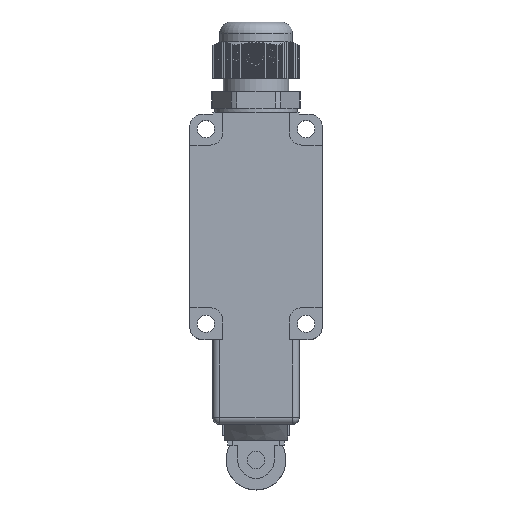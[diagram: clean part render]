
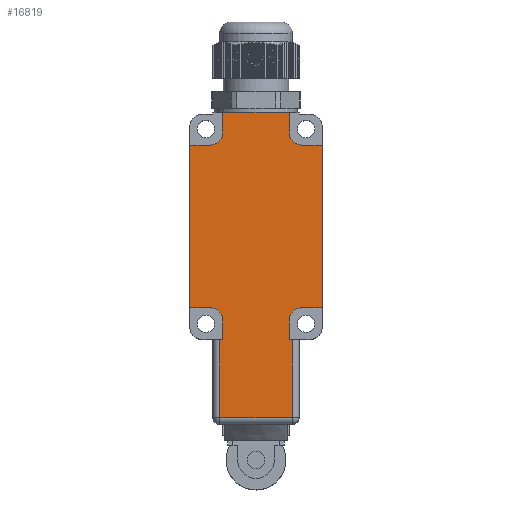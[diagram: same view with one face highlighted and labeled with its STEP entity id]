
A CAD part, top view. The second image highlights one B-rep face of the part: STEP entity #16819.
In plain terms, the highlighted face is planar.
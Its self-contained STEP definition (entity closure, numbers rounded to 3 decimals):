
#11697=DIRECTION('',(0.,0.,1.));
#11698=VECTOR('',#11697,23.5);
#11699=CARTESIAN_POINT('',(11.,0.,-57.5));
#11700=LINE('',#11699,#11698);
#11701=DIRECTION('',(-1.,0.,0.));
#11702=VECTOR('',#11701,22.);
#11703=CARTESIAN_POINT('',(11.,0.,-57.5));
#11704=LINE('',#11703,#11702);
#11705=DIRECTION('',(0.,0.,1.));
#11706=VECTOR('',#11705,23.5);
#11707=CARTESIAN_POINT('',(-11.,0.,-57.5));
#11708=LINE('',#11707,#11706);
#11709=DIRECTION('',(1.,0.,0.));
#11710=VECTOR('',#11709,1.);
#11711=CARTESIAN_POINT('',(-11.,0.,-34.));
#11712=LINE('',#11711,#11710);
#11713=DIRECTION('',(0.,0.,1.));
#11714=VECTOR('',#11713,5.65);
#11715=CARTESIAN_POINT('',(-10.,0.,-34.));
#11716=LINE('',#11715,#11714);
#11717=CARTESIAN_POINT('',(-14.,0.,-28.35));
#11718=DIRECTION('',(0.,-1.,0.));
#11719=DIRECTION('',(1.,0.,0.));
#11720=AXIS2_PLACEMENT_3D('',#11717,#11718,#11719);
#11722=DIRECTION('',(1.,0.,0.));
#11723=VECTOR('',#11722,6.);
#11724=CARTESIAN_POINT('',(-20.,0.,-24.35));
#11725=LINE('',#11724,#11723);
#11726=DIRECTION('',(0.,0.,1.));
#11727=VECTOR('',#11726,49.);
#11728=CARTESIAN_POINT('',(-20.,0.,-24.35));
#11729=LINE('',#11728,#11727);
#11730=DIRECTION('',(1.,0.,0.));
#11731=VECTOR('',#11730,6.);
#11732=CARTESIAN_POINT('',(-20.,0.,24.65));
#11733=LINE('',#11732,#11731);
#11734=CARTESIAN_POINT('',(-14.,0.,28.65));
#11735=DIRECTION('',(0.,-1.,0.));
#11736=DIRECTION('',(0.,0.,-1.));
#11737=AXIS2_PLACEMENT_3D('',#11734,#11735,#11736);
#11739=DIRECTION('',(0.,0.,-1.));
#11740=VECTOR('',#11739,5.85);
#11741=CARTESIAN_POINT('',(-10.,0.,34.5));
#11742=LINE('',#11741,#11740);
#11743=DIRECTION('',(1.,0.,0.));
#11744=VECTOR('',#11743,20.);
#11745=CARTESIAN_POINT('',(-10.,0.,34.5));
#11746=LINE('',#11745,#11744);
#11747=DIRECTION('',(0.,0.,-1.));
#11748=VECTOR('',#11747,5.85);
#11749=CARTESIAN_POINT('',(10.,0.,34.5));
#11750=LINE('',#11749,#11748);
#11751=CARTESIAN_POINT('',(14.,0.,28.65));
#11752=DIRECTION('',(0.,-1.,0.));
#11753=DIRECTION('',(-1.,0.,0.));
#11754=AXIS2_PLACEMENT_3D('',#11751,#11752,#11753);
#11756=DIRECTION('',(-1.,0.,0.));
#11757=VECTOR('',#11756,6.);
#11758=CARTESIAN_POINT('',(20.,0.,24.65));
#11759=LINE('',#11758,#11757);
#11760=DIRECTION('',(0.,0.,-1.));
#11761=VECTOR('',#11760,49.);
#11762=CARTESIAN_POINT('',(20.,0.,24.65));
#11763=LINE('',#11762,#11761);
#11764=DIRECTION('',(-1.,0.,0.));
#11765=VECTOR('',#11764,6.);
#11766=CARTESIAN_POINT('',(20.,0.,-24.35));
#11767=LINE('',#11766,#11765);
#11768=CARTESIAN_POINT('',(14.,0.,-28.35));
#11769=DIRECTION('',(0.,-1.,0.));
#11770=DIRECTION('',(0.,0.,1.));
#11771=AXIS2_PLACEMENT_3D('',#11768,#11769,#11770);
#11773=DIRECTION('',(0.,0.,-1.));
#11774=VECTOR('',#11773,5.65);
#11775=CARTESIAN_POINT('',(10.,0.,-28.35));
#11776=LINE('',#11775,#11774);
#11777=DIRECTION('',(1.,0.,0.));
#11778=VECTOR('',#11777,1.);
#11779=CARTESIAN_POINT('',(10.,0.,-34.));
#11780=LINE('',#11779,#11778);
#16198=CARTESIAN_POINT('',(20.,0.,-24.35));
#16199=CARTESIAN_POINT('',(14.,0.,-24.35));
#16200=VERTEX_POINT('',#16198);
#16201=VERTEX_POINT('',#16199);
#16202=CARTESIAN_POINT('',(10.,0.,-28.35));
#16203=VERTEX_POINT('',#16202);
#16204=CARTESIAN_POINT('',(10.,0.,-34.));
#16205=VERTEX_POINT('',#16204);
#16206=CARTESIAN_POINT('',(-10.,0.,-34.));
#16207=CARTESIAN_POINT('',(-10.,0.,-28.35));
#16208=VERTEX_POINT('',#16206);
#16209=VERTEX_POINT('',#16207);
#16210=CARTESIAN_POINT('',(-14.,0.,-24.35));
#16211=VERTEX_POINT('',#16210);
#16212=CARTESIAN_POINT('',(-20.,0.,-24.35));
#16213=VERTEX_POINT('',#16212);
#16214=CARTESIAN_POINT('',(10.,0.,34.5));
#16215=CARTESIAN_POINT('',(10.,0.,28.65));
#16216=VERTEX_POINT('',#16214);
#16217=VERTEX_POINT('',#16215);
#16218=CARTESIAN_POINT('',(14.,0.,24.65));
#16219=VERTEX_POINT('',#16218);
#16220=CARTESIAN_POINT('',(20.,0.,24.65));
#16221=VERTEX_POINT('',#16220);
#16222=CARTESIAN_POINT('',(-20.,0.,24.65));
#16223=CARTESIAN_POINT('',(-14.,0.,24.65));
#16224=VERTEX_POINT('',#16222);
#16225=VERTEX_POINT('',#16223);
#16226=CARTESIAN_POINT('',(-10.,0.,28.65));
#16227=VERTEX_POINT('',#16226);
#16228=CARTESIAN_POINT('',(-10.,0.,34.5));
#16229=VERTEX_POINT('',#16228);
#16234=CARTESIAN_POINT('',(11.,0.,-57.5));
#16235=CARTESIAN_POINT('',(11.,0.,-34.));
#16236=VERTEX_POINT('',#16234);
#16237=VERTEX_POINT('',#16235);
#16238=CARTESIAN_POINT('',(-11.,0.,-57.5));
#16239=CARTESIAN_POINT('',(-11.,0.,-34.));
#16240=VERTEX_POINT('',#16238);
#16241=VERTEX_POINT('',#16239);
#16772=CARTESIAN_POINT('',(0.,0.,0.));
#16773=DIRECTION('',(0.,1.,0.));
#16774=DIRECTION('',(1.,0.,0.));
#16775=AXIS2_PLACEMENT_3D('',#16772,#16773,#16774);
#16776=PLANE('',#16775);
#16778=ORIENTED_EDGE('',*,*,#16777,.F.);
#16780=ORIENTED_EDGE('',*,*,#16779,.T.);
#16782=ORIENTED_EDGE('',*,*,#16781,.T.);
#16784=ORIENTED_EDGE('',*,*,#16783,.T.);
#16786=ORIENTED_EDGE('',*,*,#16785,.T.);
#16788=ORIENTED_EDGE('',*,*,#16787,.T.);
#16790=ORIENTED_EDGE('',*,*,#16789,.F.);
#16792=ORIENTED_EDGE('',*,*,#16791,.T.);
#16794=ORIENTED_EDGE('',*,*,#16793,.T.);
#16796=ORIENTED_EDGE('',*,*,#16795,.T.);
#16798=ORIENTED_EDGE('',*,*,#16797,.F.);
#16800=ORIENTED_EDGE('',*,*,#16799,.T.);
#16802=ORIENTED_EDGE('',*,*,#16801,.T.);
#16804=ORIENTED_EDGE('',*,*,#16803,.T.);
#16806=ORIENTED_EDGE('',*,*,#16805,.F.);
#16808=ORIENTED_EDGE('',*,*,#16807,.T.);
#16810=ORIENTED_EDGE('',*,*,#16809,.T.);
#16812=ORIENTED_EDGE('',*,*,#16811,.T.);
#16814=ORIENTED_EDGE('',*,*,#16813,.T.);
#16816=ORIENTED_EDGE('',*,*,#16815,.T.);
#16817=EDGE_LOOP('',(#16778,#16780,#16782,#16784,#16786,#16788,#16790,#16792,
#16794,#16796,#16798,#16800,#16802,#16804,#16806,#16808,#16810,#16812,#16814,
#16816));
#16818=FACE_OUTER_BOUND('',#16817,.F.);
#11721=CIRCLE('',#11720,4.);
#11738=CIRCLE('',#11737,4.);
#11755=CIRCLE('',#11754,4.);
#11772=CIRCLE('',#11771,4.);
#16777=EDGE_CURVE('',#16236,#16237,#11700,.T.);
#16779=EDGE_CURVE('',#16236,#16240,#11704,.T.);
#16781=EDGE_CURVE('',#16240,#16241,#11708,.T.);
#16783=EDGE_CURVE('',#16241,#16208,#11712,.T.);
#16785=EDGE_CURVE('',#16208,#16209,#11716,.T.);
#16787=EDGE_CURVE('',#16209,#16211,#11721,.T.);
#16789=EDGE_CURVE('',#16213,#16211,#11725,.T.);
#16791=EDGE_CURVE('',#16213,#16224,#11729,.T.);
#16793=EDGE_CURVE('',#16224,#16225,#11733,.T.);
#16795=EDGE_CURVE('',#16225,#16227,#11738,.T.);
#16797=EDGE_CURVE('',#16229,#16227,#11742,.T.);
#16799=EDGE_CURVE('',#16229,#16216,#11746,.T.);
#16801=EDGE_CURVE('',#16216,#16217,#11750,.T.);
#16803=EDGE_CURVE('',#16217,#16219,#11755,.T.);
#16805=EDGE_CURVE('',#16221,#16219,#11759,.T.);
#16807=EDGE_CURVE('',#16221,#16200,#11763,.T.);
#16809=EDGE_CURVE('',#16200,#16201,#11767,.T.);
#16811=EDGE_CURVE('',#16201,#16203,#11772,.T.);
#16813=EDGE_CURVE('',#16203,#16205,#11776,.T.);
#16815=EDGE_CURVE('',#16205,#16237,#11780,.T.);
#16819=ADVANCED_FACE('',(#16818),#16776,.F.);
